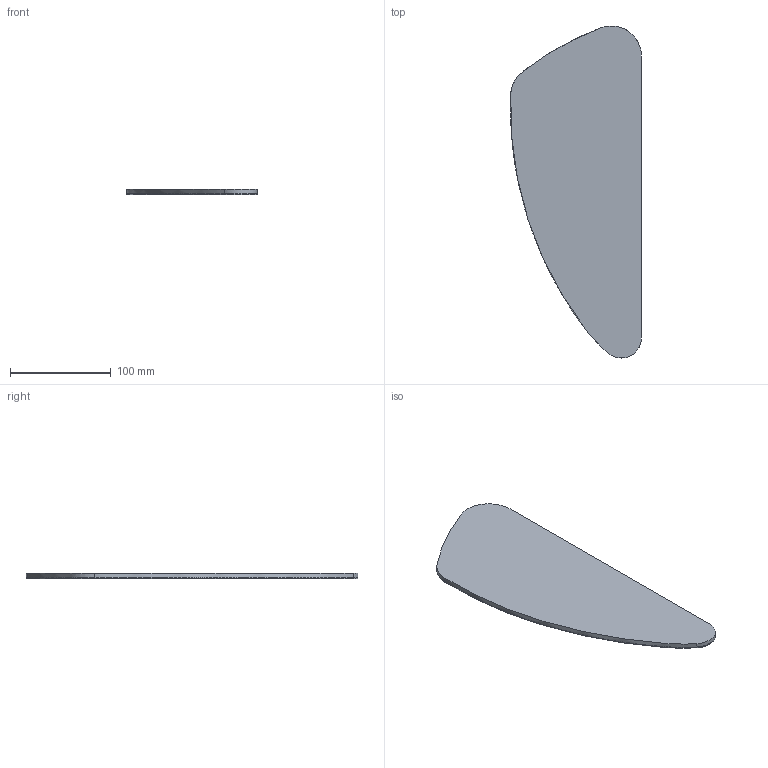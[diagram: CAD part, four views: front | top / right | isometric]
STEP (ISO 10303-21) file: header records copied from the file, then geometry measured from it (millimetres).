
FILE_DESCRIPTION(('FreeCAD Model'),'2;1');
FILE_NAME('Palette.stp','2019-05-24T09:02:49',( 'Author'),(''),'Open CASCADE STEP processor 7.3','FreeCAD','Unknown' );
FILE_SCHEMA(('AUTOMOTIVE_DESIGN { 1 0 10303 214 1 1 1 1 }'));
Products named in the file (1): Fusion
Bounding box: 130.21 x 330 x 5 mm (x, y, z)
Volume: 147814.8 mm3; surface area: 74093.4 mm2
Topology: 1 solids, 1 shells, 1115 faces, 2452 edges, 1340 vertices
Faces by surface type: plane 1072, cylinder 43
Entity records: 69492 total; most frequent: CARTESIAN_POINT 11307, DIRECTION 9625, LINE 6793, VECTOR 6793, ORIENTED_EDGE 4904, PCURVE 4904, DEFINITIONAL_REPRESENTATION 4904, EDGE_CURVE 2452
